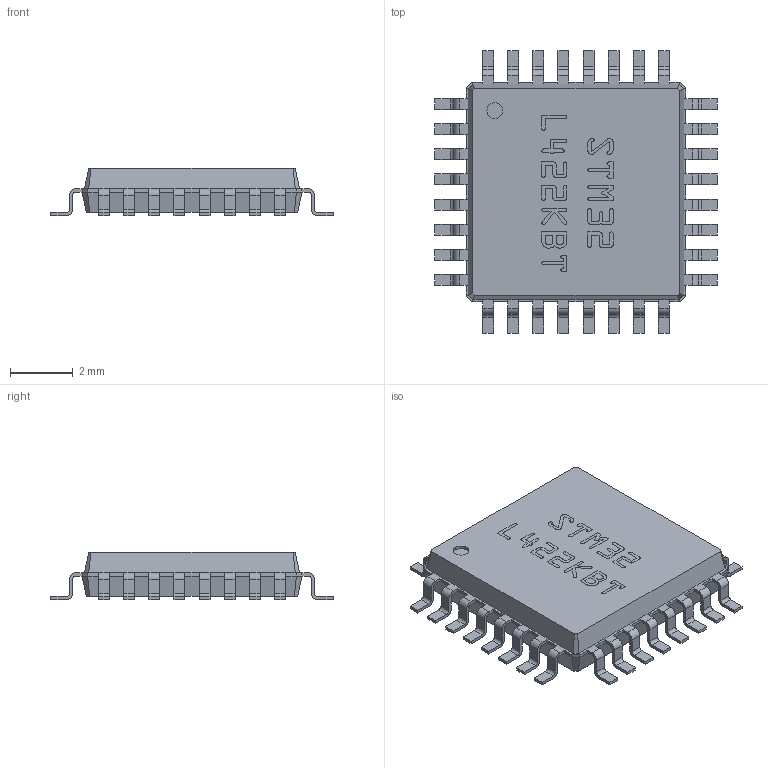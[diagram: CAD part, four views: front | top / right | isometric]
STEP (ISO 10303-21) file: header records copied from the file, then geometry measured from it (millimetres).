
FILE_DESCRIPTION (( 'STEP AP214' ), '1' );
FILE_NAME ('STM32L422KBT.STEP', '2021-03-20T15:18:11', ( '' ), ( '' ), 'SwSTEP 2.0', 'SolidWorks 2018', '' );
FILE_SCHEMA (( 'AUTOMOTIVE_DESIGN' ));
Length unit declared in the file: millimetre
Products named in the file (1): STM32L422KBT
Bounding box: 9 x 9 x 1.5 mm (x, y, z)
Volume: 66.5 mm3; surface area: 175.8 mm2
Topology: 1 solids, 1 shells, 735 faces, 2002 edges, 1284 vertices
Faces by surface type: plane 453, bspline 152, cylinder 130
Entity records: 28703 total; most frequent: CARTESIAN_POINT 7326, ORIENTED_EDGE 4004, DIRECTION 3206, EDGE_CURVE 2002, LINE 1518, VECTOR 1518, VERTEX_POINT 1284, AXIS2_PLACEMENT_3D 844
